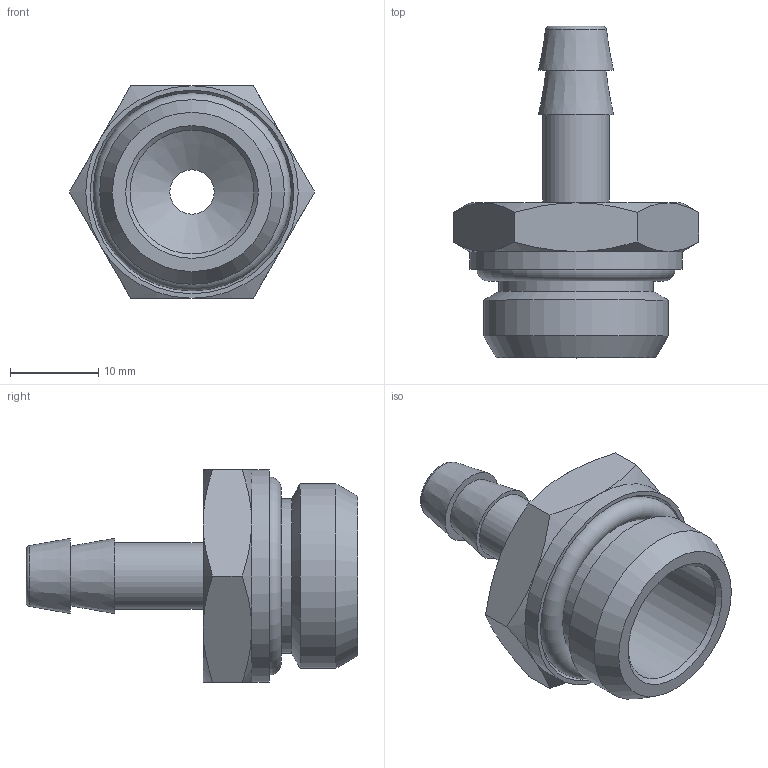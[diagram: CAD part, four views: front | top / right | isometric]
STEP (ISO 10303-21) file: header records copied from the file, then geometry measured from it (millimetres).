
FILE_DESCRIPTION(( 'RA.30A08.12.STEP' ), '1');
FILE_NAME( 'RA.30A08.12.STEP', '2018-11-09T15:47:30',( 'Sopra'),('sopra-pneumatic.com'), 'SwSTEP 2.0','SolidWorks 2009','' );
FILE_SCHEMA (( 'AUTOMOTIVE_DESIGN' ));
Length unit declared in the file: millimetre
Products named in the file (3): 0304400015A; 030440001BW00_RO-1407-1; OR_0001G0021Z900 17.13x2.62
Assembly tree (2 placements, depth 2):
  0304400015A
    030440001BW00_RO-1407-1
    OR_0001G0021Z900 17.13x2.62
Bounding box: 27.71 x 37.5 x 24 mm (x, y, z)
Volume: 5301.1 mm3; surface area: 4216 mm2
Topology: 2 solids, 2 shells, 42 faces, 82 edges, 47 vertices
Faces by surface type: cone 19, plane 13, cylinder 6, torus 4
Full cylindrical faces by diameter (mm): 5 x1, 7.5 x1, 14 x1, 17.5 x1, 20.87 x1, 24 x1
Entity records: 1183 total; most frequent: CARTESIAN_POINT 301, DIRECTION 168, ORIENTED_EDGE 128, AXIS2_PLACEMENT_3D 81, EDGE_LOOP 64, EDGE_CURVE 64, FACE_OUTER_BOUND 50, VERTEX_POINT 46
